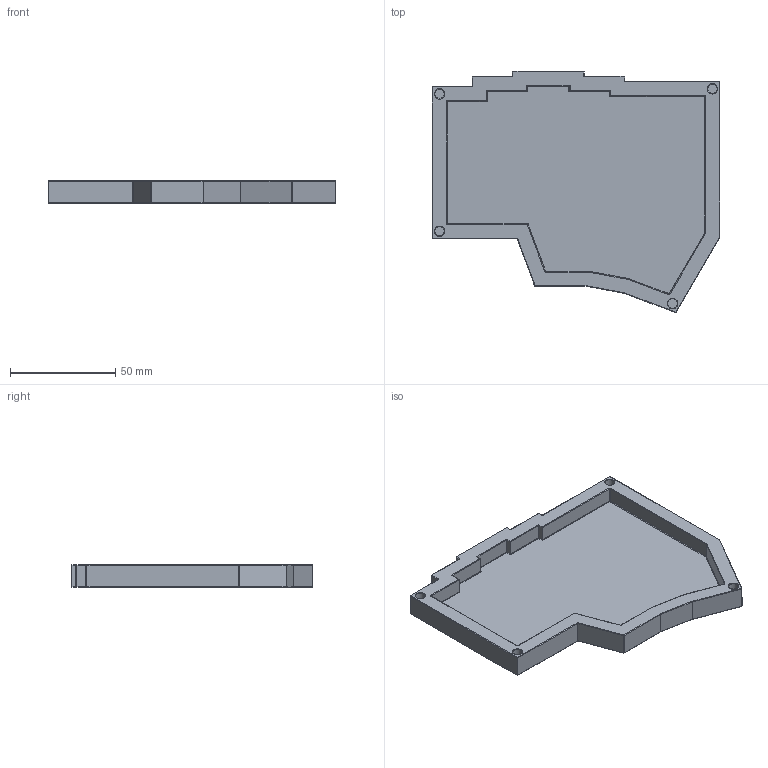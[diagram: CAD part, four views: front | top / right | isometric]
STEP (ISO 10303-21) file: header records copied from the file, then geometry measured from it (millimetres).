
FILE_DESCRIPTION(/* description */ (''),/* implementation_level */ '2;1');
FILE_NAME(/* name */ 'Bottom Shell Left.step',/* time_stamp */ '2025-06-18T13:59:28-06:00',/* author */ (''),/* organization */ (''),/* preprocessor_version */ 'ST-DEVELOPER v20.1',/* originating_system */ 'Autodesk Translation Framework v14.10.0.0',/* authorisation */ '');
FILE_SCHEMA (('AUTOMOTIVE_DESIGN { 1 0 10303 214 3 1 1 }'));
Length unit declared in the file: millimetre
Products named in the file (1): Case
Bounding box: 136.54 x 114.43 x 10.5 mm (x, y, z)
Volume: 60607.6 mm3; surface area: 33443.8 mm2
Topology: 1 solids, 1 shells, 195 faces, 415 edges, 227 vertices
Faces by surface type: cylinder 98, plane 41, sphere 29, torus 27
Full cylindrical faces by diameter (mm): 4.45 x4
Entity records: 5185 total; most frequent: DIRECTION 1022, CARTESIAN_POINT 838, ORIENTED_EDGE 830, EDGE_CURVE 415, AXIS2_PLACEMENT_3D 411, VERTEX_POINT 227, LINE 200, VECTOR 200
